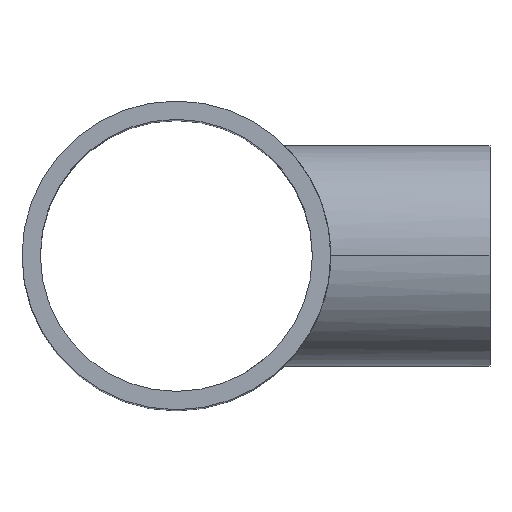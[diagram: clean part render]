
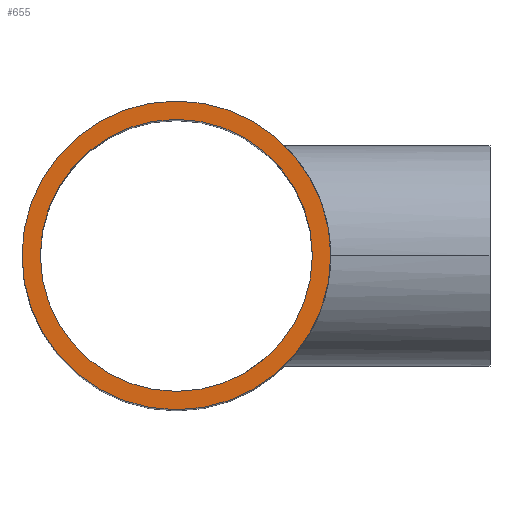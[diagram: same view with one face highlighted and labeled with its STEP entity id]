
A CAD part, top view. The second image highlights one B-rep face of the part: STEP entity #655.
In plain terms, the highlighted planar face has unit normal (0, 0, 1).
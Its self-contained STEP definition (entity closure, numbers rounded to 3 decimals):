
#44 = CARTESIAN_POINT ( 'NONE',  ( 0., 0., 356. ) ) ;
#46 = DIRECTION ( 'NONE',  ( 0., 0., 1. ) ) ;
#54 = CIRCLE ( 'NONE', #463, 157.5 ) ;
#97 = VERTEX_POINT ( 'NONE', #629 ) ;
#98 = FACE_OUTER_BOUND ( 'NONE', #527, .T. ) ;
#107 = CARTESIAN_POINT ( 'NONE',  ( -157.5, 0., 356. ) ) ;
#111 = CARTESIAN_POINT ( 'NONE',  ( 157.5, 0., 356. ) ) ;
#167 = DIRECTION ( 'NONE',  ( 0., 0., 1. ) ) ;
#173 = VERTEX_POINT ( 'NONE', #296 ) ;
#177 = ORIENTED_EDGE ( 'NONE', *, *, #700, .F. ) ;
#179 = EDGE_CURVE ( 'NONE', #233, #267, #54, .T. ) ;
#180 = CARTESIAN_POINT ( 'NONE',  ( 0., 0., 356. ) ) ;
#220 = ORIENTED_EDGE ( 'NONE', *, *, #227, .T. ) ;
#221 = CARTESIAN_POINT ( 'NONE',  ( 0., 0., 356. ) ) ;
#227 = EDGE_CURVE ( 'NONE', #267, #233, #269, .T. ) ;
#232 = AXIS2_PLACEMENT_3D ( 'NONE', #234, #46, #347 ) ;
#233 = VERTEX_POINT ( 'NONE', #111 ) ;
#234 = CARTESIAN_POINT ( 'NONE',  ( 0., 0., 356. ) ) ;
#246 = AXIS2_PLACEMENT_3D ( 'NONE', #221, #709, #358 ) ;
#267 = VERTEX_POINT ( 'NONE', #107 ) ;
#269 = CIRCLE ( 'NONE', #400, 157.5 ) ;
#296 = CARTESIAN_POINT ( 'NONE',  ( -138.8, 0., 356. ) ) ;
#297 = CIRCLE ( 'NONE', #246, 138.8 ) ;
#306 = ORIENTED_EDGE ( 'NONE', *, *, #642, .F. ) ;
#347 = DIRECTION ( 'NONE',  ( 1., 0., 0. ) ) ;
#358 = DIRECTION ( 'NONE',  ( 1., 0., 0. ) ) ;
#400 = AXIS2_PLACEMENT_3D ( 'NONE', #44, #427, #545 ) ;
#427 = DIRECTION ( 'NONE',  ( 0., 0., 1. ) ) ;
#463 = AXIS2_PLACEMENT_3D ( 'NONE', #180, #167, #778 ) ;
#475 = PLANE ( 'NONE',  #619 ) ;
#480 = FACE_BOUND ( 'NONE', #491, .T. ) ;
#491 = EDGE_LOOP ( 'NONE', ( #177, #306 ) ) ;
#527 = EDGE_LOOP ( 'NONE', ( #220, #761 ) ) ;
#528 = DIRECTION ( 'NONE',  ( 0., 0., 1. ) ) ;
#545 = DIRECTION ( 'NONE',  ( 1., 0., 0. ) ) ;
#602 = CARTESIAN_POINT ( 'NONE',  ( 0., 0., 356. ) ) ;
#619 = AXIS2_PLACEMENT_3D ( 'NONE', #602, #528, #723 ) ;
#629 = CARTESIAN_POINT ( 'NONE',  ( 138.8, 0., 356. ) ) ;
#642 = EDGE_CURVE ( 'NONE', #97, #173, #297, .T. ) ;
#655 = ADVANCED_FACE ( 'NONE', ( #98, #480 ), #475, .T. ) ;
#700 = EDGE_CURVE ( 'NONE', #173, #97, #771, .T. ) ;
#709 = DIRECTION ( 'NONE',  ( 0., 0., 1. ) ) ;
#723 = DIRECTION ( 'NONE',  ( 1., 0., 0. ) ) ;
#761 = ORIENTED_EDGE ( 'NONE', *, *, #179, .T. ) ;
#771 = CIRCLE ( 'NONE', #232, 138.8 ) ;
#778 = DIRECTION ( 'NONE',  ( 1., 0., 0. ) ) ;
